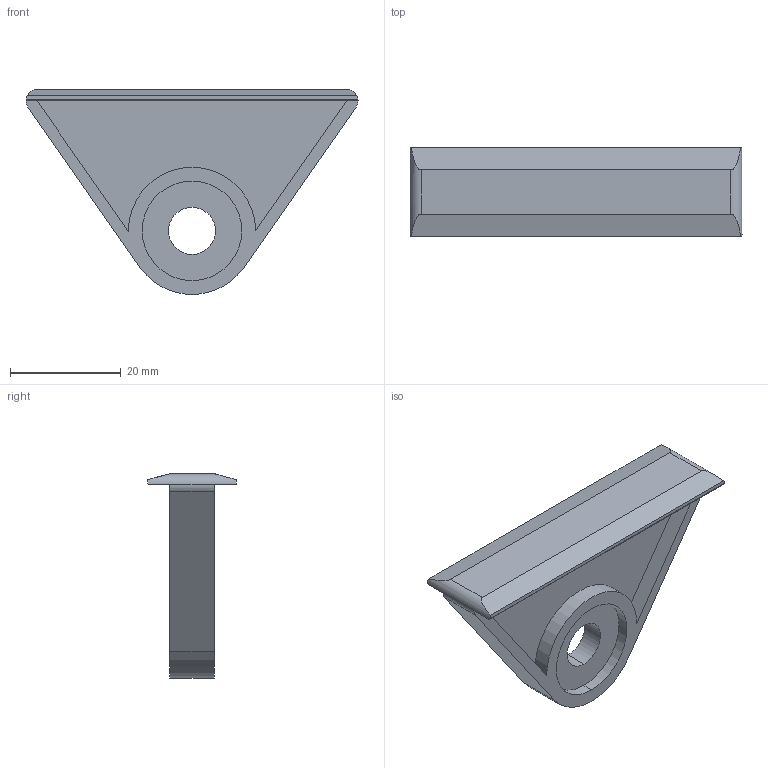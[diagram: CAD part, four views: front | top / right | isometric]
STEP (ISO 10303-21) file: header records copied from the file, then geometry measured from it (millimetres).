
FILE_DESCRIPTION(('STEP AP214'),'1');
FILE_NAME('cctmp_16BB9844-0DEE-4885-99BD-1C4DB54BBEF7_2020_1_8_16_57_7_478..stp','2020-01-08T15:57:07',('Bosch Rexroth AG'),('CADClick - www.CADClick.com'),'Spatial InterOp 3D',' ','unknown authorization - (Healing Option Enabled)');
FILE_SCHEMA(('AUTOMOTIVE_DESIGN'));
Length unit declared in the file: millimetre
Products named in the file (1): 2020_01_08__16-57-07-477
Bounding box: 60 x 16 x 36.96 mm (x, y, z)
Volume: 6179.8 mm3; surface area: 5993.6 mm2
Topology: 1 solids, 1 shells, 36 faces, 92 edges, 60 vertices
Faces by surface type: plane 19, cylinder 17
Entity records: 1478 total; most frequent: CARTESIAN_POINT 273, DIRECTION 188, ORIENTED_EDGE 184, EDGE_CURVE 92, AXIS2_PLACEMENT_3D 67, VERTEX_POINT 60, LINE 54, VECTOR 54
